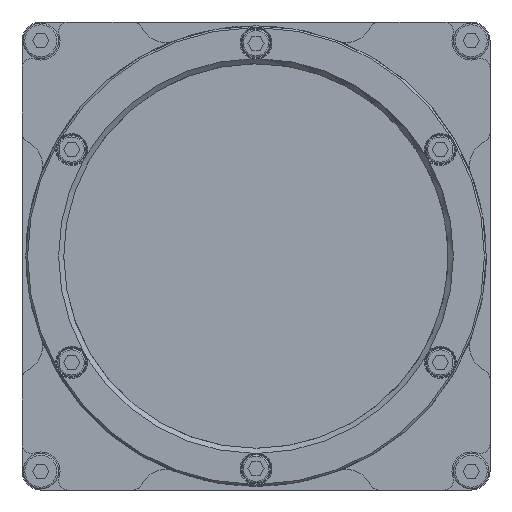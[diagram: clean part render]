
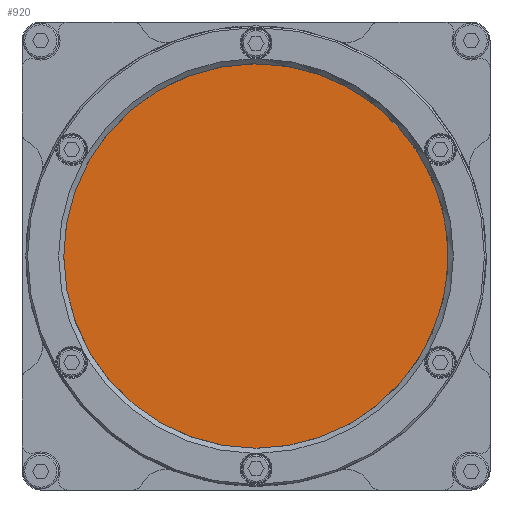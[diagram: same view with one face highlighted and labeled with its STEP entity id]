
A CAD part, left-side view. The second image highlights one B-rep face of the part: STEP entity #920.
In plain terms, the highlighted planar face has unit normal (-1, 0, 0).
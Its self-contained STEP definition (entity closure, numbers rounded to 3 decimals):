
#920 = ADVANCED_FACE( '', ( #2213 ), #2214, .T. );
#2213 = FACE_OUTER_BOUND( '', #3913, .T. );
#2214 = PLANE( '', #3914 );
#3913 = EDGE_LOOP( '', ( #6562 ) );
#3914 = AXIS2_PLACEMENT_3D( '', #6563, #6564, #6565 );
#6562 = ORIENTED_EDGE( '', *, *, #9954, .F. );
#6563 = CARTESIAN_POINT( '', ( 2.9, 20.459, 0. ) );
#6564 = DIRECTION( '', ( -1., 0., 0. ) );
#6565 = DIRECTION( '', ( 0., 0., 1. ) );
#9954 = EDGE_CURVE( '', #12028, #12028, #12029, .T. );
#12028 = VERTEX_POINT( '', #14883 );
#12029 = CIRCLE( '', #14884, 20.459 );
#14883 = CARTESIAN_POINT( '', ( 2.9, 0., -20.459 ) );
#14884 = AXIS2_PLACEMENT_3D( '', #17958, #17959, #17960 );
#17958 = CARTESIAN_POINT( '', ( 2.9, 0., 0. ) );
#17959 = DIRECTION( '', ( 1., 0., 0. ) );
#17960 = DIRECTION( '', ( 0., 0., -1. ) );
